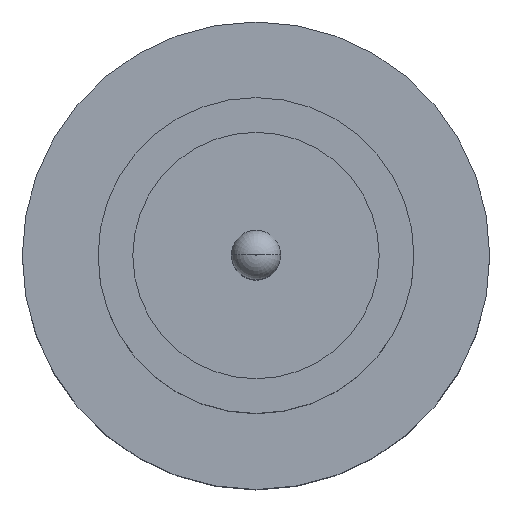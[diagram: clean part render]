
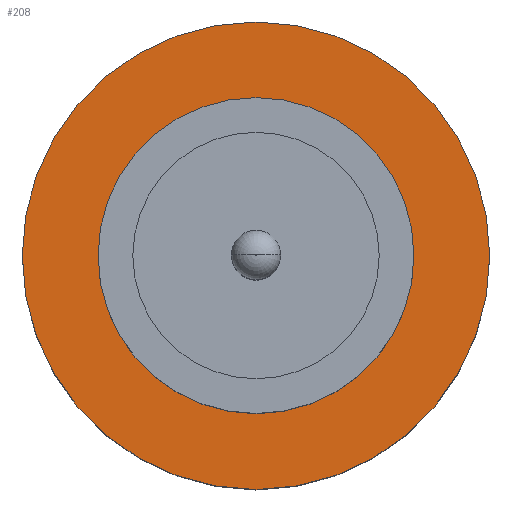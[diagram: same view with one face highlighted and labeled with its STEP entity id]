
A CAD part, top view. The second image highlights one B-rep face of the part: STEP entity #208.
In plain terms, the highlighted planar face has unit normal (0, 0, 1).
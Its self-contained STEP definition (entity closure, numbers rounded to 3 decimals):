
#6 = DIRECTION ( 'NONE',  ( 0., 0., 1. ) ) ;
#18 = EDGE_LOOP ( 'NONE', ( #393, #331 ) ) ;
#46 = CARTESIAN_POINT ( 'NONE',  ( 0., 0., 1.55 ) ) ;
#51 = CIRCLE ( 'NONE', #553, 1.25 ) ;
#79 = DIRECTION ( 'NONE',  ( 0., 0., 1. ) ) ;
#109 = CARTESIAN_POINT ( 'NONE',  ( 1.85, 0., 1.55 ) ) ;
#110 = CARTESIAN_POINT ( 'NONE',  ( 0., 0., 1.55 ) ) ;
#128 = EDGE_CURVE ( 'NONE', #800, #699, #602, .T. ) ;
#135 = EDGE_CURVE ( 'NONE', #590, #888, #680, .T. ) ;
#158 = DIRECTION ( 'NONE',  ( 1., 0., 0. ) ) ;
#201 = PLANE ( 'NONE',  #795 ) ;
#208 = ADVANCED_FACE ( 'NONE', ( #843, #278 ), #201, .T. ) ;
#209 = AXIS2_PLACEMENT_3D ( 'NONE', #110, #663, #661 ) ;
#278 = FACE_OUTER_BOUND ( 'NONE', #18, .T. ) ;
#297 = CIRCLE ( 'NONE', #550, 1.85 ) ;
#306 = EDGE_CURVE ( 'NONE', #888, #590, #51, .T. ) ;
#319 = AXIS2_PLACEMENT_3D ( 'NONE', #871, #524, #651 ) ;
#331 = ORIENTED_EDGE ( 'NONE', *, *, #128, .T. ) ;
#366 = DIRECTION ( 'NONE',  ( 0., 0., 1. ) ) ;
#393 = ORIENTED_EDGE ( 'NONE', *, *, #734, .T. ) ;
#499 = DIRECTION ( 'NONE',  ( 1., 0., 0. ) ) ;
#502 = DIRECTION ( 'NONE',  ( 1., 0., 0. ) ) ;
#512 = ORIENTED_EDGE ( 'NONE', *, *, #306, .F. ) ;
#524 = DIRECTION ( 'NONE',  ( 0., 0., 1. ) ) ;
#550 = AXIS2_PLACEMENT_3D ( 'NONE', #626, #6, #499 ) ;
#553 = AXIS2_PLACEMENT_3D ( 'NONE', #792, #366, #158 ) ;
#590 = VERTEX_POINT ( 'NONE', #700 ) ;
#602 = CIRCLE ( 'NONE', #209, 1.85 ) ;
#626 = CARTESIAN_POINT ( 'NONE',  ( 0., 0., 1.55 ) ) ;
#633 = CARTESIAN_POINT ( 'NONE',  ( -1.85, 0., 1.55 ) ) ;
#651 = DIRECTION ( 'NONE',  ( 1., 0., 0. ) ) ;
#661 = DIRECTION ( 'NONE',  ( 1., 0., 0. ) ) ;
#663 = DIRECTION ( 'NONE',  ( 0., 0., 1. ) ) ;
#680 = CIRCLE ( 'NONE', #319, 1.25 ) ;
#699 = VERTEX_POINT ( 'NONE', #633 ) ;
#700 = CARTESIAN_POINT ( 'NONE',  ( 1.25, 0., 1.55 ) ) ;
#720 = ORIENTED_EDGE ( 'NONE', *, *, #135, .F. ) ;
#734 = EDGE_CURVE ( 'NONE', #699, #800, #297, .T. ) ;
#792 = CARTESIAN_POINT ( 'NONE',  ( 0., 0., 1.55 ) ) ;
#795 = AXIS2_PLACEMENT_3D ( 'NONE', #46, #79, #502 ) ;
#800 = VERTEX_POINT ( 'NONE', #109 ) ;
#819 = CARTESIAN_POINT ( 'NONE',  ( -1.25, 0., 1.55 ) ) ;
#843 = FACE_BOUND ( 'NONE', #900, .T. ) ;
#871 = CARTESIAN_POINT ( 'NONE',  ( 0., 0., 1.55 ) ) ;
#888 = VERTEX_POINT ( 'NONE', #819 ) ;
#900 = EDGE_LOOP ( 'NONE', ( #720, #512 ) ) ;
